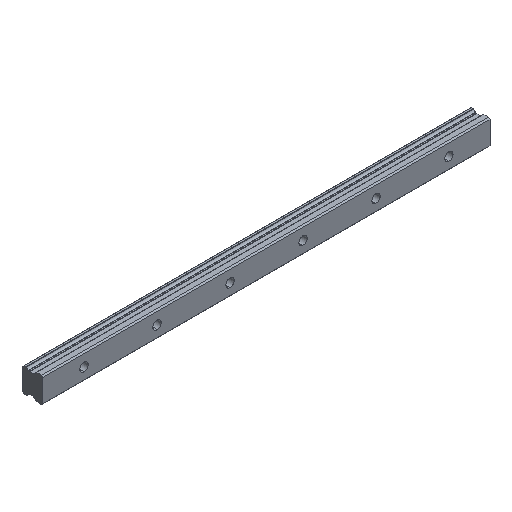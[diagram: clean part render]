
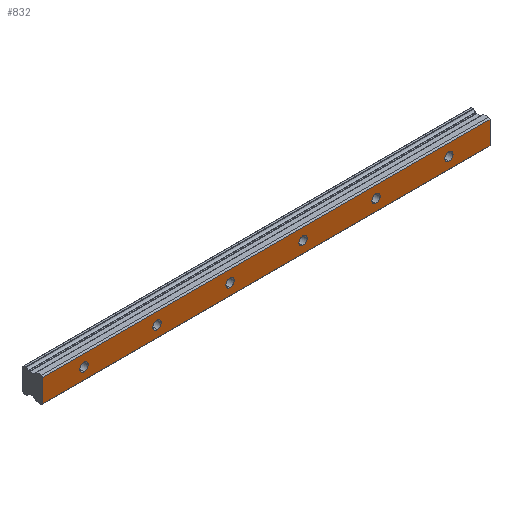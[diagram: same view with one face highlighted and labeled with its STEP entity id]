
A CAD part, isometric view. The second image highlights one B-rep face of the part: STEP entity #832.
In plain terms, the highlighted planar face has unit normal (0, -1, 0).
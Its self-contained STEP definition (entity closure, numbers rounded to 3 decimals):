
#21 = DIRECTION ( 'NONE',  ( 0., -1., 0. ) ) ;
#56 = VECTOR ( 'NONE', #349, 1000. ) ;
#63 = CIRCLE ( 'NONE', #1826, 4.5 ) ;
#66 = DIRECTION ( 'NONE',  ( -1., 0., 0. ) ) ;
#82 = EDGE_LOOP ( 'NONE', ( #1600, #571 ) ) ;
#96 = AXIS2_PLACEMENT_3D ( 'NONE', #1941, #588, #1791 ) ;
#105 = DIRECTION ( 'NONE',  ( 0., 1., 0. ) ) ;
#123 = EDGE_LOOP ( 'NONE', ( #1275, #1877 ) ) ;
#142 = EDGE_CURVE ( 'NONE', #1966, #383, #1919, .T. ) ;
#143 = DIRECTION ( 'NONE',  ( 0., 0., 1. ) ) ;
#163 = DIRECTION ( 'NONE',  ( 0., 0., 1. ) ) ;
#184 = DIRECTION ( 'NONE',  ( 0., 0., 1. ) ) ;
#196 = CARTESIAN_POINT ( 'NONE',  ( 400., 0., 0. ) ) ;
#205 = CARTESIAN_POINT ( 'NONE',  ( 240., 0., 4.5 ) ) ;
#228 = CARTESIAN_POINT ( 'NONE',  ( -45., 0., 12.5 ) ) ;
#257 = CIRCLE ( 'NONE', #1225, 4.5 ) ;
#258 = ORIENTED_EDGE ( 'NONE', *, *, #410, .F. ) ;
#264 = CARTESIAN_POINT ( 'NONE',  ( 400., 0., -4.5 ) ) ;
#274 = EDGE_CURVE ( 'NONE', #874, #1645, #2054, .T. ) ;
#293 = EDGE_CURVE ( 'NONE', #1645, #1221, #2111, .T. ) ;
#301 = EDGE_CURVE ( 'NONE', #474, #634, #1639, .T. ) ;
#319 = DIRECTION ( 'NONE',  ( 0., -1., 0. ) ) ;
#349 = DIRECTION ( 'NONE',  ( 0., 0., -1. ) ) ;
#371 = VECTOR ( 'NONE', #1681, 1000. ) ;
#378 = EDGE_CURVE ( 'NONE', #1930, #1693, #2172, .T. ) ;
#383 = VERTEX_POINT ( 'NONE', #264 ) ;
#388 = CARTESIAN_POINT ( 'NONE',  ( 80., 0., -4.5 ) ) ;
#407 = DIRECTION ( 'NONE',  ( 0., 0., 1. ) ) ;
#410 = EDGE_CURVE ( 'NONE', #1636, #2150, #1535, .T. ) ;
#414 = CARTESIAN_POINT ( 'NONE',  ( 0., 0., 4.5 ) ) ;
#419 = ORIENTED_EDGE ( 'NONE', *, *, #1936, .F. ) ;
#423 = AXIS2_PLACEMENT_3D ( 'NONE', #1017, #21, #1699 ) ;
#467 = CARTESIAN_POINT ( 'NONE',  ( 80., 0., 0. ) ) ;
#470 = CARTESIAN_POINT ( 'NONE',  ( 445., 0., 12.5 ) ) ;
#474 = VERTEX_POINT ( 'NONE', #1860 ) ;
#494 = DIRECTION ( 'NONE',  ( 0., -1., 0. ) ) ;
#499 = EDGE_CURVE ( 'NONE', #2135, #874, #1528, .T. ) ;
#525 = LINE ( 'NONE', #684, #735 ) ;
#532 = ORIENTED_EDGE ( 'NONE', *, *, #142, .F. ) ;
#552 = EDGE_LOOP ( 'NONE', ( #2018, #1422 ) ) ;
#563 = EDGE_CURVE ( 'NONE', #2150, #1636, #1672, .T. ) ;
#568 = CARTESIAN_POINT ( 'NONE',  ( 445., 0., -12.5 ) ) ;
#571 = ORIENTED_EDGE ( 'NONE', *, *, #1869, .F. ) ;
#574 = CIRCLE ( 'NONE', #1688, 4.5 ) ;
#577 = EDGE_CURVE ( 'NONE', #1221, #2135, #525, .T. ) ;
#582 = FACE_BOUND ( 'NONE', #919, .T. ) ;
#588 = DIRECTION ( 'NONE',  ( 0., -1., 0. ) ) ;
#591 = ORIENTED_EDGE ( 'NONE', *, *, #378, .F. ) ;
#593 = AXIS2_PLACEMENT_3D ( 'NONE', #1813, #105, #407 ) ;
#621 = ORIENTED_EDGE ( 'NONE', *, *, #577, .F. ) ;
#634 = VERTEX_POINT ( 'NONE', #205 ) ;
#648 = CARTESIAN_POINT ( 'NONE',  ( 400., 0., 0. ) ) ;
#659 = CIRCLE ( 'NONE', #1922, 4.5 ) ;
#678 = DIRECTION ( 'NONE',  ( 0., 0., 1. ) ) ;
#684 = CARTESIAN_POINT ( 'NONE',  ( -45., 0., 12.5 ) ) ;
#689 = EDGE_LOOP ( 'NONE', ( #1583, #1656, #2147, #621 ) ) ;
#690 = ORIENTED_EDGE ( 'NONE', *, *, #563, .F. ) ;
#735 = VECTOR ( 'NONE', #868, 1000. ) ;
#742 = CARTESIAN_POINT ( 'NONE',  ( 160., 0., 4.5 ) ) ;
#773 = FACE_OUTER_BOUND ( 'NONE', #689, .T. ) ;
#801 = AXIS2_PLACEMENT_3D ( 'NONE', #467, #1157, #143 ) ;
#813 = DIRECTION ( 'NONE',  ( 0., 0., 1. ) ) ;
#832 = ADVANCED_FACE ( 'NONE', ( #773, #1456, #2124, #582, #1132, #1276, #954 ), #1956, .F. ) ;
#846 = DIRECTION ( 'NONE',  ( 0., -1., 0. ) ) ;
#868 = DIRECTION ( 'NONE',  ( 0., 0., 1. ) ) ;
#872 = DIRECTION ( 'NONE',  ( 0., 0., 1. ) ) ;
#874 = VERTEX_POINT ( 'NONE', #470 ) ;
#882 = DIRECTION ( 'NONE',  ( 0., -1., 0. ) ) ;
#919 = EDGE_LOOP ( 'NONE', ( #419, #591 ) ) ;
#930 = EDGE_CURVE ( 'NONE', #1633, #1069, #659, .T. ) ;
#954 = FACE_BOUND ( 'NONE', #552, .T. ) ;
#974 = CARTESIAN_POINT ( 'NONE',  ( 0., 0., 0. ) ) ;
#1015 = EDGE_LOOP ( 'NONE', ( #690, #258 ) ) ;
#1017 = CARTESIAN_POINT ( 'NONE',  ( 240., 0., 0. ) ) ;
#1032 = ORIENTED_EDGE ( 'NONE', *, *, #1242, .F. ) ;
#1037 = CARTESIAN_POINT ( 'NONE',  ( 320., 0., -4.5 ) ) ;
#1069 = VERTEX_POINT ( 'NONE', #1192 ) ;
#1102 = VECTOR ( 'NONE', #66, 1000. ) ;
#1130 = DIRECTION ( 'NONE',  ( 0., 0., 1. ) ) ;
#1132 = FACE_BOUND ( 'NONE', #123, .T. ) ;
#1157 = DIRECTION ( 'NONE',  ( 0., -1., 0. ) ) ;
#1158 = CARTESIAN_POINT ( 'NONE',  ( 160., 0., 0. ) ) ;
#1192 = CARTESIAN_POINT ( 'NONE',  ( 0., 0., -4.5 ) ) ;
#1201 = CIRCLE ( 'NONE', #801, 4.5 ) ;
#1214 = CARTESIAN_POINT ( 'NONE',  ( 445., 0., 12.5 ) ) ;
#1216 = DIRECTION ( 'NONE',  ( 0., -1., 0. ) ) ;
#1221 = VERTEX_POINT ( 'NONE', #1975 ) ;
#1225 = AXIS2_PLACEMENT_3D ( 'NONE', #2212, #1216, #678 ) ;
#1241 = EDGE_CURVE ( 'NONE', #1560, #1566, #1201, .T. ) ;
#1242 = EDGE_CURVE ( 'NONE', #383, #1966, #63, .T. ) ;
#1263 = CIRCLE ( 'NONE', #2222, 4.5 ) ;
#1273 = DIRECTION ( 'NONE',  ( 0., -1., 0. ) ) ;
#1275 = ORIENTED_EDGE ( 'NONE', *, *, #1493, .F. ) ;
#1276 = FACE_BOUND ( 'NONE', #1015, .T. ) ;
#1282 = AXIS2_PLACEMENT_3D ( 'NONE', #1158, #2164, #1496 ) ;
#1407 = CIRCLE ( 'NONE', #423, 4.5 ) ;
#1422 = ORIENTED_EDGE ( 'NONE', *, *, #1505, .F. ) ;
#1456 = FACE_BOUND ( 'NONE', #82, .T. ) ;
#1493 = EDGE_CURVE ( 'NONE', #634, #474, #1407, .T. ) ;
#1496 = DIRECTION ( 'NONE',  ( 0., 0., 1. ) ) ;
#1505 = EDGE_CURVE ( 'NONE', #1566, #1560, #1263, .T. ) ;
#1528 = LINE ( 'NONE', #2206, #371 ) ;
#1535 = CIRCLE ( 'NONE', #1282, 4.5 ) ;
#1555 = CARTESIAN_POINT ( 'NONE',  ( 400., 0., 4.5 ) ) ;
#1560 = VERTEX_POINT ( 'NONE', #1593 ) ;
#1566 = VERTEX_POINT ( 'NONE', #388 ) ;
#1576 = DIRECTION ( 'NONE',  ( 0., 0., 1. ) ) ;
#1583 = ORIENTED_EDGE ( 'NONE', *, *, #293, .F. ) ;
#1593 = CARTESIAN_POINT ( 'NONE',  ( 80., 0., 4.5 ) ) ;
#1600 = ORIENTED_EDGE ( 'NONE', *, *, #930, .F. ) ;
#1633 = VERTEX_POINT ( 'NONE', #414 ) ;
#1636 = VERTEX_POINT ( 'NONE', #1796 ) ;
#1639 = CIRCLE ( 'NONE', #96, 4.5 ) ;
#1645 = VERTEX_POINT ( 'NONE', #1771 ) ;
#1656 = ORIENTED_EDGE ( 'NONE', *, *, #274, .F. ) ;
#1672 = CIRCLE ( 'NONE', #1850, 4.5 ) ;
#1681 = DIRECTION ( 'NONE',  ( 1., 0., 0. ) ) ;
#1683 = DIRECTION ( 'NONE',  ( 0., 0., 1. ) ) ;
#1688 = AXIS2_PLACEMENT_3D ( 'NONE', #1885, #494, #872 ) ;
#1693 = VERTEX_POINT ( 'NONE', #1974 ) ;
#1699 = DIRECTION ( 'NONE',  ( 0., 0., 1. ) ) ;
#1714 = CARTESIAN_POINT ( 'NONE',  ( 80., 0., 0. ) ) ;
#1721 = EDGE_LOOP ( 'NONE', ( #532, #1032 ) ) ;
#1771 = CARTESIAN_POINT ( 'NONE',  ( 445., 0., -12.5 ) ) ;
#1791 = DIRECTION ( 'NONE',  ( 0., 0., 1. ) ) ;
#1796 = CARTESIAN_POINT ( 'NONE',  ( 160., 0., -4.5 ) ) ;
#1799 = CARTESIAN_POINT ( 'NONE',  ( 320., 0., 0. ) ) ;
#1813 = CARTESIAN_POINT ( 'NONE',  ( 445., 0., 12.5 ) ) ;
#1826 = AXIS2_PLACEMENT_3D ( 'NONE', #648, #1998, #813 ) ;
#1850 = AXIS2_PLACEMENT_3D ( 'NONE', #2216, #846, #184 ) ;
#1860 = CARTESIAN_POINT ( 'NONE',  ( 240., 0., -4.5 ) ) ;
#1869 = EDGE_CURVE ( 'NONE', #1069, #1633, #257, .T. ) ;
#1877 = ORIENTED_EDGE ( 'NONE', *, *, #301, .F. ) ;
#1885 = CARTESIAN_POINT ( 'NONE',  ( 320., 0., 0. ) ) ;
#1919 = CIRCLE ( 'NONE', #1995, 4.5 ) ;
#1922 = AXIS2_PLACEMENT_3D ( 'NONE', #974, #319, #1683 ) ;
#1930 = VERTEX_POINT ( 'NONE', #1037 ) ;
#1936 = EDGE_CURVE ( 'NONE', #1693, #1930, #574, .T. ) ;
#1941 = CARTESIAN_POINT ( 'NONE',  ( 240., 0., 0. ) ) ;
#1956 = PLANE ( 'NONE',  #593 ) ;
#1966 = VERTEX_POINT ( 'NONE', #1555 ) ;
#1974 = CARTESIAN_POINT ( 'NONE',  ( 320., 0., 4.5 ) ) ;
#1975 = CARTESIAN_POINT ( 'NONE',  ( -45., 0., -12.5 ) ) ;
#1995 = AXIS2_PLACEMENT_3D ( 'NONE', #196, #882, #1576 ) ;
#1998 = DIRECTION ( 'NONE',  ( 0., -1., 0. ) ) ;
#2018 = ORIENTED_EDGE ( 'NONE', *, *, #1241, .F. ) ;
#2054 = LINE ( 'NONE', #1214, #56 ) ;
#2082 = DIRECTION ( 'NONE',  ( 0., -1., 0. ) ) ;
#2111 = LINE ( 'NONE', #568, #1102 ) ;
#2124 = FACE_BOUND ( 'NONE', #1721, .T. ) ;
#2135 = VERTEX_POINT ( 'NONE', #228 ) ;
#2140 = AXIS2_PLACEMENT_3D ( 'NONE', #1799, #1273, #1130 ) ;
#2147 = ORIENTED_EDGE ( 'NONE', *, *, #499, .F. ) ;
#2150 = VERTEX_POINT ( 'NONE', #742 ) ;
#2164 = DIRECTION ( 'NONE',  ( 0., -1., 0. ) ) ;
#2172 = CIRCLE ( 'NONE', #2140, 4.5 ) ;
#2206 = CARTESIAN_POINT ( 'NONE',  ( 445., 0., 12.5 ) ) ;
#2212 = CARTESIAN_POINT ( 'NONE',  ( 0., 0., 0. ) ) ;
#2216 = CARTESIAN_POINT ( 'NONE',  ( 160., 0., 0. ) ) ;
#2222 = AXIS2_PLACEMENT_3D ( 'NONE', #1714, #2082, #163 ) ;
